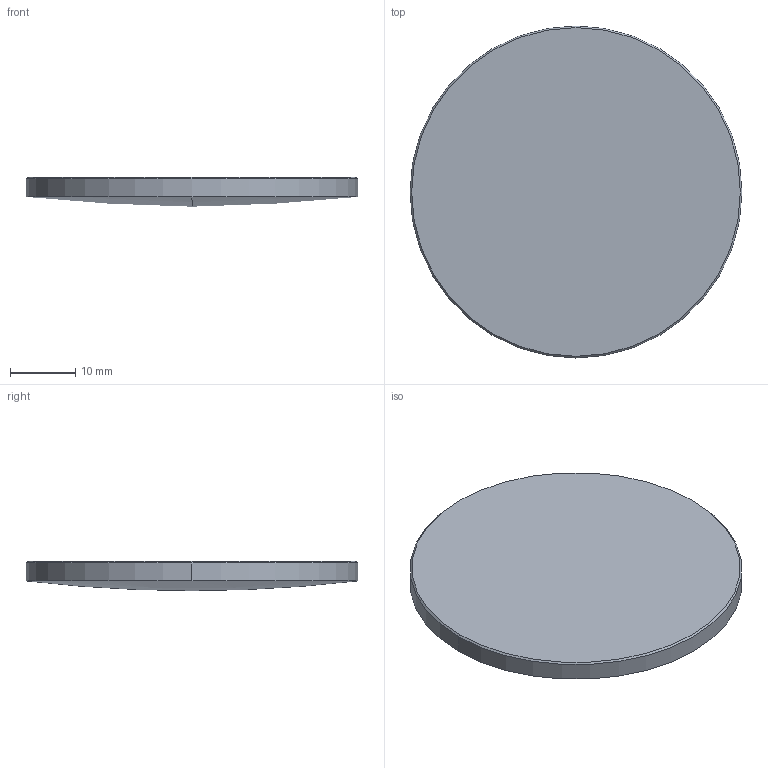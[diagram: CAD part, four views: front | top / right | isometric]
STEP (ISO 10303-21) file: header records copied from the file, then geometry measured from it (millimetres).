
FILE_DESCRIPTION (( 'STEP AP203' ), '1' );
FILE_NAME ('TTN188100-E0W.STEP', '2019-12-16T20:26:39', ( '' ), ( '' ), 'SwSTEP 2.0', 'SolidWorks 2018', '' );
FILE_SCHEMA (( 'CONFIG_CONTROL_DESIGN' ));
Length unit declared in the file: millimetre
Products named in the file (1): TTN188100-E0W
Bounding box: 50.8 x 50.8 x 4.49 mm (x, y, z)
Volume: 7585 mm3; surface area: 4515.6 mm2
Topology: 1 solids, 1 shells, 7 faces, 14 edges, 9 vertices
Faces by surface type: cone 2, sphere 2, cylinder 2, plane 1
Entity records: 267 total; most frequent: DIRECTION 40, CARTESIAN_POINT 31, ORIENTED_EDGE 28, AXIS2_PLACEMENT_3D 18, EDGE_CURVE 14, CIRCLE 10, VERTEX_POINT 9, PERSON_AND_ORGANIZATION 8
